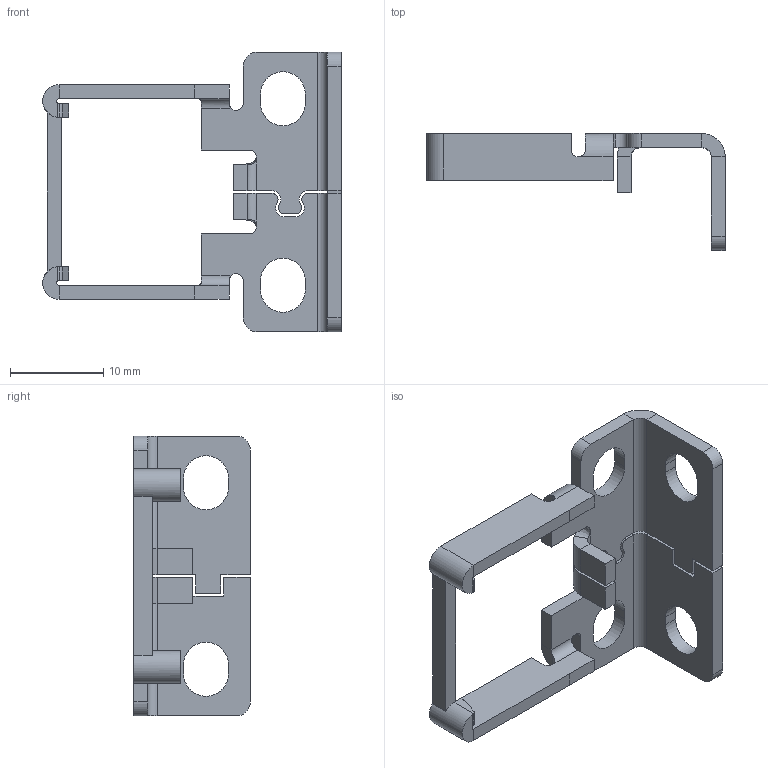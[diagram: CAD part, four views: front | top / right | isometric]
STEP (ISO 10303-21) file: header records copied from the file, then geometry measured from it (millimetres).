
FILE_DESCRIPTION((''),'2;1');
FILE_NAME('212883_ASM','2019-11-07T10:59:06',('pdmadmin'),('BANNER ENGINEERING'),'CREO PARAMETRIC BY PTC INC, 2018300','CREO PARAMETRIC BY PTC INC, 2018300','');
FILE_SCHEMA(('CONFIG_CONTROL_DESIGN'));
Length unit declared in the file: millimetre
Products named in the file (2): 58856---SI-QS-SSA-3; 212883_ASM
Assembly tree (1 placements, depth 2):
  212883_ASM
    58856---SI-QS-SSA-3
Bounding box: 32 x 12.5 x 30 mm (x, y, z)
Volume: 1248.1 mm3; surface area: 2266.7 mm2
Topology: 1 solids, 1 shells, 163 faces, 423 edges, 262 vertices
Faces by surface type: plane 105, cylinder 54, bspline 4
Entity records: 5165 total; most frequent: CARTESIAN_POINT 1074, ORIENTED_EDGE 846, DIRECTION 837, EDGE_CURVE 423, VECTOR 301, LINE 301, AXIS2_PLACEMENT_3D 268, VERTEX_POINT 262
